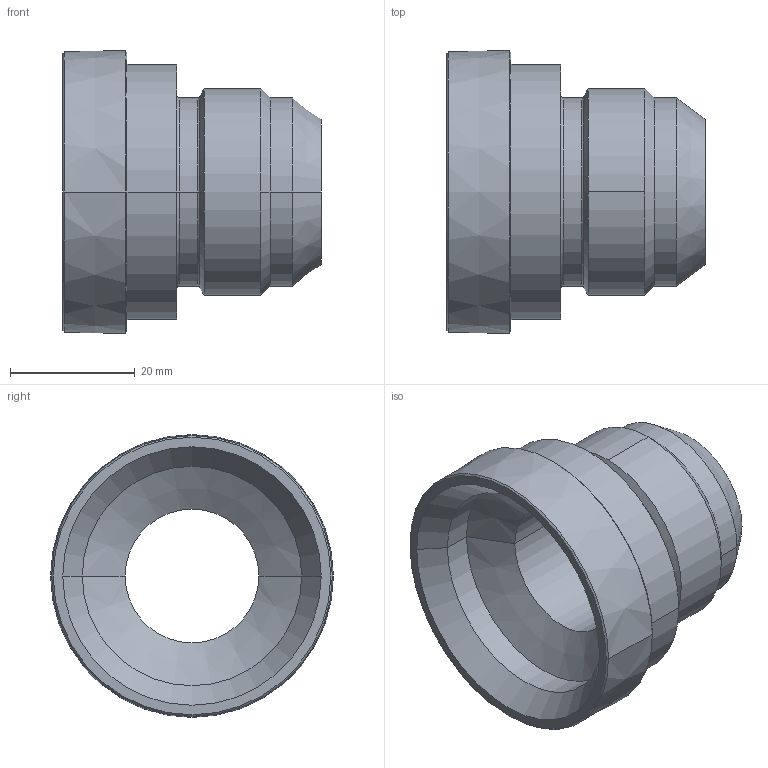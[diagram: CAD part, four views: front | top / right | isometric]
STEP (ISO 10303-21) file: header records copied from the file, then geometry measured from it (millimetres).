
FILE_DESCRIPTION((''),'2;1');
FILE_NAME('24-16_TRTX','2006-05-26T',('ts03340'),(''),'PRO/ENGINEER BY PARAMETRIC TECHNOLOGY CORPORATION, 2005290','PRO/ENGINEER BY PARAMETRIC TECHNOLOGY CORPORATION, 2005290','');
FILE_SCHEMA(('CONFIG_CONTROL_DESIGN'));
Length unit declared in the file: inch
Products named in the file (1): 24-16_TRTX
Bounding box: 41.4 x 45.3 x 45.3 mm (x, y, z)
Volume: 22538.7 mm3; surface area: 9844.7 mm2
Topology: 1 solids, 1 shells, 36 faces, 76 edges, 44 vertices
Faces by surface type: cone 16, cylinder 12, plane 4, torus 4
Entity records: 1012 total; most frequent: DIRECTION 196, CARTESIAN_POINT 156, ORIENTED_EDGE 152, AXIS2_PLACEMENT_3D 84, EDGE_CURVE 76, CIRCLE 48, VERTEX_POINT 44, EDGE_LOOP 40
